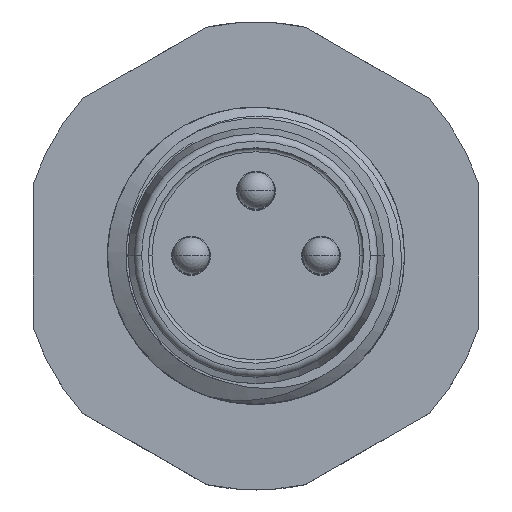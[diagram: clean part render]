
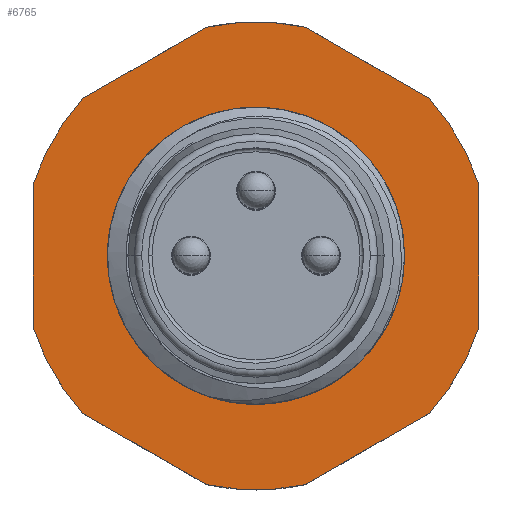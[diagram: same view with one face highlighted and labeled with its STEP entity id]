
A CAD part, top view. The second image highlights one B-rep face of the part: STEP entity #6765.
In plain terms, the highlighted planar face has unit normal (0, 0, 1).
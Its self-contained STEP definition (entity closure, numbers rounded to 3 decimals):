
#3035=CARTESIAN_POINT('',(0.,0.,-6.5));
#3036=DIRECTION('',(0.,0.,1.));
#3037=DIRECTION('',(1.,0.,0.));
#3038=AXIS2_PLACEMENT_3D('',#3035,#3036,#3037);
#3198=CARTESIAN_POINT('',(0.,0.,-6.5));
#3199=DIRECTION('',(0.,0.,1.));
#3200=DIRECTION('',(0.212,0.977,0.));
#3201=AXIS2_PLACEMENT_3D('',#3198,#3199,#3200);
#3203=DIRECTION('',(-0.866,0.5,0.));
#3204=VECTOR('',#3203,3.842);
#3205=CARTESIAN_POINT('',(4.664,4.236,-6.5));
#3206=LINE('',#3205,#3204);
#3207=CARTESIAN_POINT('',(0.,0.,-6.5));
#3208=DIRECTION('',(0.,0.,1.));
#3209=DIRECTION('',(0.952,0.305,0.));
#3210=AXIS2_PLACEMENT_3D('',#3207,#3208,#3209);
#3212=DIRECTION('',(0.,1.,0.));
#3213=VECTOR('',#3212,3.842);
#3214=CARTESIAN_POINT('',(6.,-1.921,-6.5));
#3215=LINE('',#3214,#3213);
#3216=CARTESIAN_POINT('',(0.,0.,-6.5));
#3217=DIRECTION('',(0.,0.,1.));
#3218=DIRECTION('',(0.74,-0.672,0.));
#3219=AXIS2_PLACEMENT_3D('',#3216,#3217,#3218);
#3221=DIRECTION('',(0.866,0.5,0.));
#3222=VECTOR('',#3221,3.842);
#3223=CARTESIAN_POINT('',(1.336,-6.157,-6.5));
#3224=LINE('',#3223,#3222);
#3225=CARTESIAN_POINT('',(0.,0.,-6.5));
#3226=DIRECTION('',(0.,0.,1.));
#3227=DIRECTION('',(-0.212,-0.977,0.));
#3228=AXIS2_PLACEMENT_3D('',#3225,#3226,#3227);
#3230=DIRECTION('',(0.866,-0.5,0.));
#3231=VECTOR('',#3230,3.842);
#3232=CARTESIAN_POINT('',(-4.664,-4.236,-6.5));
#3233=LINE('',#3232,#3231);
#3234=CARTESIAN_POINT('',(0.,0.,-6.5));
#3235=DIRECTION('',(0.,0.,1.));
#3236=DIRECTION('',(-0.952,-0.305,0.));
#3237=AXIS2_PLACEMENT_3D('',#3234,#3235,#3236);
#3239=DIRECTION('',(0.,-1.,0.));
#3240=VECTOR('',#3239,3.842);
#3241=CARTESIAN_POINT('',(-6.,1.921,-6.5));
#3242=LINE('',#3241,#3240);
#3243=CARTESIAN_POINT('',(0.,0.,-6.5));
#3244=DIRECTION('',(0.,0.,1.));
#3245=DIRECTION('',(-0.74,0.672,0.));
#3246=AXIS2_PLACEMENT_3D('',#3243,#3244,#3245);
#3248=DIRECTION('',(-0.866,-0.5,0.));
#3249=VECTOR('',#3248,3.842);
#3250=CARTESIAN_POINT('',(-1.336,6.157,-6.5));
#3251=LINE('',#3250,#3249);
#5691=CARTESIAN_POINT('',(0.,0.,-6.5));
#5692=DIRECTION('',(0.,0.,1.));
#5693=DIRECTION('',(-1.,0.,0.));
#5694=AXIS2_PLACEMENT_3D('',#5691,#5692,#5693);
#5800=CARTESIAN_POINT('',(1.336,6.157,-6.5));
#5801=CARTESIAN_POINT('',(-1.336,6.157,-6.5));
#5802=VERTEX_POINT('',#5800);
#5803=VERTEX_POINT('',#5801);
#5804=CARTESIAN_POINT('',(-4.664,4.236,-6.5));
#5805=VERTEX_POINT('',#5804);
#5806=CARTESIAN_POINT('',(-6.,1.921,-6.5));
#5807=VERTEX_POINT('',#5806);
#5808=CARTESIAN_POINT('',(-6.,-1.921,-6.5));
#5809=VERTEX_POINT('',#5808);
#5810=CARTESIAN_POINT('',(-4.664,-4.236,-6.5));
#5811=VERTEX_POINT('',#5810);
#5812=CARTESIAN_POINT('',(-1.336,-6.157,-6.5));
#5813=VERTEX_POINT('',#5812);
#5814=CARTESIAN_POINT('',(1.336,-6.157,-6.5));
#5815=VERTEX_POINT('',#5814);
#5816=CARTESIAN_POINT('',(4.664,-4.236,-6.5));
#5817=VERTEX_POINT('',#5816);
#5818=CARTESIAN_POINT('',(6.,-1.921,-6.5));
#5819=VERTEX_POINT('',#5818);
#5820=CARTESIAN_POINT('',(6.,1.921,-6.5));
#5821=VERTEX_POINT('',#5820);
#5822=CARTESIAN_POINT('',(4.664,4.236,-6.5));
#5823=VERTEX_POINT('',#5822);
#5840=CARTESIAN_POINT('',(-4.,0.,-6.5));
#5842=VERTEX_POINT('',#5840);
#5853=CARTESIAN_POINT('',(4.,0.,-6.5));
#5854=VERTEX_POINT('',#5853);
#6729=CARTESIAN_POINT('',(0.,0.,-6.5));
#6730=DIRECTION('',(0.,0.,1.));
#6731=DIRECTION('',(1.,0.,0.));
#6732=AXIS2_PLACEMENT_3D('',#6729,#6730,#6731);
#6733=PLANE('',#6732);
#6735=ORIENTED_EDGE('',*,*,#6734,.F.);
#6737=ORIENTED_EDGE('',*,*,#6736,.F.);
#6739=ORIENTED_EDGE('',*,*,#6738,.F.);
#6741=ORIENTED_EDGE('',*,*,#6740,.F.);
#6743=ORIENTED_EDGE('',*,*,#6742,.F.);
#6745=ORIENTED_EDGE('',*,*,#6744,.F.);
#6747=ORIENTED_EDGE('',*,*,#6746,.F.);
#6749=ORIENTED_EDGE('',*,*,#6748,.F.);
#6751=ORIENTED_EDGE('',*,*,#6750,.F.);
#6753=ORIENTED_EDGE('',*,*,#6752,.F.);
#6755=ORIENTED_EDGE('',*,*,#6754,.F.);
#6757=ORIENTED_EDGE('',*,*,#6756,.F.);
#6758=EDGE_LOOP('',(#6735,#6737,#6739,#6741,#6743,#6745,#6747,#6749,#6751,#6753,
#6755,#6757));
#6759=FACE_OUTER_BOUND('',#6758,.F.);
#6760=ORIENTED_EDGE('',*,*,#6692,.T.);
#6762=ORIENTED_EDGE('',*,*,#6761,.T.);
#6763=EDGE_LOOP('',(#6760,#6762));
#6764=FACE_BOUND('',#6763,.F.);
#3039=CIRCLE('',#3038,4.);
#3202=CIRCLE('',#3201,6.3);
#3211=CIRCLE('',#3210,6.3);
#3220=CIRCLE('',#3219,6.3);
#3229=CIRCLE('',#3228,6.3);
#3238=CIRCLE('',#3237,6.3);
#3247=CIRCLE('',#3246,6.3);
#5695=CIRCLE('',#5694,4.);
#6692=EDGE_CURVE('',#5854,#5842,#3039,.T.);
#6734=EDGE_CURVE('',#5802,#5803,#3202,.T.);
#6736=EDGE_CURVE('',#5823,#5802,#3206,.T.);
#6738=EDGE_CURVE('',#5821,#5823,#3211,.T.);
#6740=EDGE_CURVE('',#5819,#5821,#3215,.T.);
#6742=EDGE_CURVE('',#5817,#5819,#3220,.T.);
#6744=EDGE_CURVE('',#5815,#5817,#3224,.T.);
#6746=EDGE_CURVE('',#5813,#5815,#3229,.T.);
#6748=EDGE_CURVE('',#5811,#5813,#3233,.T.);
#6750=EDGE_CURVE('',#5809,#5811,#3238,.T.);
#6752=EDGE_CURVE('',#5807,#5809,#3242,.T.);
#6754=EDGE_CURVE('',#5805,#5807,#3247,.T.);
#6756=EDGE_CURVE('',#5803,#5805,#3251,.T.);
#6761=EDGE_CURVE('',#5842,#5854,#5695,.T.);
#6765=ADVANCED_FACE('',(#6759,#6764),#6733,.T.);
